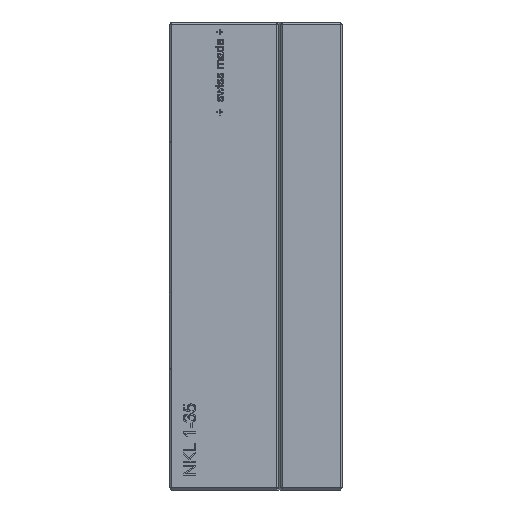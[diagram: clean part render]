
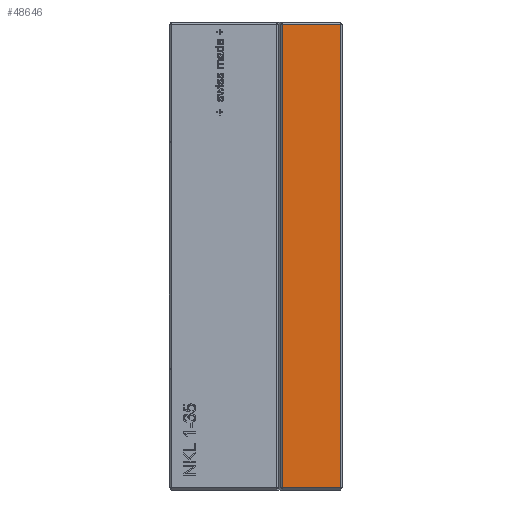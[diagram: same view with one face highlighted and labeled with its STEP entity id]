
A CAD part, left-side view. The second image highlights one B-rep face of the part: STEP entity #48646.
In plain terms, the highlighted planar face has unit normal (-1, 0, 0).
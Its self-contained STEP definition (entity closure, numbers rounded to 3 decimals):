
#46650 = PLANE('',#46651);
#46651 = AXIS2_PLACEMENT_3D('',#46652,#46653,#46654);
#46652 = CARTESIAN_POINT('',(-14.925,4.605,0.));
#46653 = DIRECTION('',(0.707,-0.707,0.));
#46654 = DIRECTION('',(0.,0.,1.));
#46882 = PLANE('',#46883);
#46883 = AXIS2_PLACEMENT_3D('',#46884,#46885,#46886);
#46884 = CARTESIAN_POINT('',(-14.925,0.,0.075));
#46885 = DIRECTION('',(0.707,0.,
    0.707));
#46886 = DIRECTION('',(0.,-1.,0.));
#47184 = PLANE('',#47185);
#47185 = AXIS2_PLACEMENT_3D('',#47186,#47187,#47188);
#47186 = CARTESIAN_POINT('',(-14.925,0.,34.925));
#47187 = DIRECTION('',(-0.707,0.,0.707));
#47188 = DIRECTION('',(0.,-1.,0.));
#47534 = VERTEX_POINT('',#47535);
#47535 = CARTESIAN_POINT('',(-15.,4.53,34.85));
#47556 = EDGE_CURVE('',#47557,#47534,#47559,.T.);
#47557 = VERTEX_POINT('',#47558);
#47558 = CARTESIAN_POINT('',(-15.,4.53,0.15));
#47559 = SURFACE_CURVE('',#47560,(#47564,#47571),.PCURVE_S1.);
#47560 = LINE('',#47561,#47562);
#47561 = CARTESIAN_POINT('',(-15.,4.53,0.));
#47562 = VECTOR('',#47563,1.);
#47563 = DIRECTION('',(0.,0.,1.));
#47564 = PCURVE('',#46650,#47565);
#47565 = DEFINITIONAL_REPRESENTATION('',(#47566),#47570);
#47566 = LINE('',#47567,#47568);
#47567 = CARTESIAN_POINT('',(0.,0.106));
#47568 = VECTOR('',#47569,1.);
#47569 = DIRECTION('',(1.,0.));
#47570 = ( GEOMETRIC_REPRESENTATION_CONTEXT(2) 
PARAMETRIC_REPRESENTATION_CONTEXT() REPRESENTATION_CONTEXT('2D SPACE',''
  ) );
#47571 = PCURVE('',#47572,#47577);
#47572 = PLANE('',#47573);
#47573 = AXIS2_PLACEMENT_3D('',#47574,#47575,#47576);
#47574 = CARTESIAN_POINT('',(-15.,0.,0.));
#47575 = DIRECTION('',(-1.,0.,0.));
#47576 = DIRECTION('',(0.,1.,0.));
#47577 = DEFINITIONAL_REPRESENTATION('',(#47578),#47582);
#47578 = LINE('',#47579,#47580);
#47579 = CARTESIAN_POINT('',(4.53,0.));
#47580 = VECTOR('',#47581,1.);
#47581 = DIRECTION('',(0.,-1.));
#47582 = ( GEOMETRIC_REPRESENTATION_CONTEXT(2) 
PARAMETRIC_REPRESENTATION_CONTEXT() REPRESENTATION_CONTEXT('2D SPACE',''
  ) );
#47771 = VERTEX_POINT('',#47772);
#47772 = CARTESIAN_POINT('',(-15.,0.15,0.15));
#47798 = EDGE_CURVE('',#47771,#47557,#47799,.T.);
#47799 = SURFACE_CURVE('',#47800,(#47804,#47811),.PCURVE_S1.);
#47800 = LINE('',#47801,#47802);
#47801 = CARTESIAN_POINT('',(-15.,0.,0.15));
#47802 = VECTOR('',#47803,1.);
#47803 = DIRECTION('',(0.,1.,0.));
#47804 = PCURVE('',#46882,#47805);
#47805 = DEFINITIONAL_REPRESENTATION('',(#47806),#47810);
#47806 = LINE('',#47807,#47808);
#47807 = CARTESIAN_POINT('',(0.,-0.106));
#47808 = VECTOR('',#47809,1.);
#47809 = DIRECTION('',(-1.,0.));
#47810 = ( GEOMETRIC_REPRESENTATION_CONTEXT(2) 
PARAMETRIC_REPRESENTATION_CONTEXT() REPRESENTATION_CONTEXT('2D SPACE',''
  ) );
#47811 = PCURVE('',#47572,#47812);
#47812 = DEFINITIONAL_REPRESENTATION('',(#47813),#47817);
#47813 = LINE('',#47814,#47815);
#47814 = CARTESIAN_POINT('',(0.,-0.15));
#47815 = VECTOR('',#47816,1.);
#47816 = DIRECTION('',(1.,0.));
#47817 = ( GEOMETRIC_REPRESENTATION_CONTEXT(2) 
PARAMETRIC_REPRESENTATION_CONTEXT() REPRESENTATION_CONTEXT('2D SPACE',''
  ) );
#48286 = VERTEX_POINT('',#48287);
#48287 = CARTESIAN_POINT('',(-15.,0.15,34.85));
#48313 = EDGE_CURVE('',#48286,#47534,#48314,.T.);
#48314 = SURFACE_CURVE('',#48315,(#48319,#48326),.PCURVE_S1.);
#48315 = LINE('',#48316,#48317);
#48316 = CARTESIAN_POINT('',(-15.,0.,34.85));
#48317 = VECTOR('',#48318,1.);
#48318 = DIRECTION('',(0.,1.,0.));
#48319 = PCURVE('',#47184,#48320);
#48320 = DEFINITIONAL_REPRESENTATION('',(#48321),#48325);
#48321 = LINE('',#48322,#48323);
#48322 = CARTESIAN_POINT('',(0.,-0.106));
#48323 = VECTOR('',#48324,1.);
#48324 = DIRECTION('',(-1.,0.));
#48325 = ( GEOMETRIC_REPRESENTATION_CONTEXT(2) 
PARAMETRIC_REPRESENTATION_CONTEXT() REPRESENTATION_CONTEXT('2D SPACE',''
  ) );
#48326 = PCURVE('',#47572,#48327);
#48327 = DEFINITIONAL_REPRESENTATION('',(#48328),#48332);
#48328 = LINE('',#48329,#48330);
#48329 = CARTESIAN_POINT('',(0.,-34.85));
#48330 = VECTOR('',#48331,1.);
#48331 = DIRECTION('',(1.,0.));
#48332 = ( GEOMETRIC_REPRESENTATION_CONTEXT(2) 
PARAMETRIC_REPRESENTATION_CONTEXT() REPRESENTATION_CONTEXT('2D SPACE',''
  ) );
#48646 = ADVANCED_FACE('',(#48647),#47572,.T.);
#48647 = FACE_BOUND('',#48648,.T.);
#48648 = EDGE_LOOP('',(#48649,#48650,#48651,#48677));
#48649 = ORIENTED_EDGE('',*,*,#47556,.F.);
#48650 = ORIENTED_EDGE('',*,*,#47798,.F.);
#48651 = ORIENTED_EDGE('',*,*,#48652,.T.);
#48652 = EDGE_CURVE('',#47771,#48286,#48653,.T.);
#48653 = SURFACE_CURVE('',#48654,(#48658,#48665),.PCURVE_S1.);
#48654 = LINE('',#48655,#48656);
#48655 = CARTESIAN_POINT('',(-15.,0.15,0.));
#48656 = VECTOR('',#48657,1.);
#48657 = DIRECTION('',(0.,0.,1.));
#48658 = PCURVE('',#47572,#48659);
#48659 = DEFINITIONAL_REPRESENTATION('',(#48660),#48664);
#48660 = LINE('',#48661,#48662);
#48661 = CARTESIAN_POINT('',(0.15,0.));
#48662 = VECTOR('',#48663,1.);
#48663 = DIRECTION('',(0.,-1.));
#48664 = ( GEOMETRIC_REPRESENTATION_CONTEXT(2) 
PARAMETRIC_REPRESENTATION_CONTEXT() REPRESENTATION_CONTEXT('2D SPACE',''
  ) );
#48665 = PCURVE('',#48666,#48671);
#48666 = PLANE('',#48667);
#48667 = AXIS2_PLACEMENT_3D('',#48668,#48669,#48670);
#48668 = CARTESIAN_POINT('',(-14.925,0.075,0.));
#48669 = DIRECTION('',(0.707,0.707,0.
    ));
#48670 = DIRECTION('',(0.,0.,1.));
#48671 = DEFINITIONAL_REPRESENTATION('',(#48672),#48676);
#48672 = LINE('',#48673,#48674);
#48673 = CARTESIAN_POINT('',(0.,-0.106));
#48674 = VECTOR('',#48675,1.);
#48675 = DIRECTION('',(1.,0.));
#48676 = ( GEOMETRIC_REPRESENTATION_CONTEXT(2) 
PARAMETRIC_REPRESENTATION_CONTEXT() REPRESENTATION_CONTEXT('2D SPACE',''
  ) );
#48677 = ORIENTED_EDGE('',*,*,#48313,.T.);
